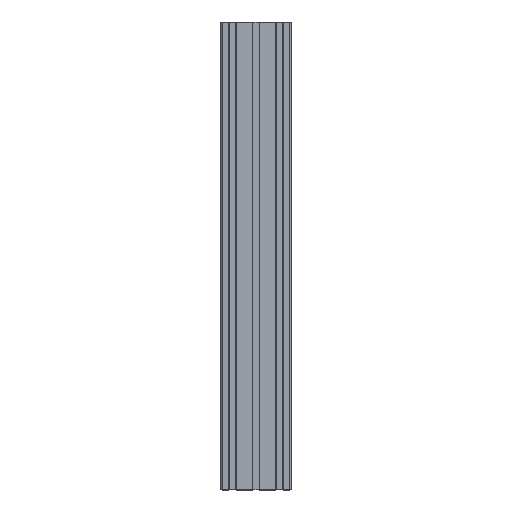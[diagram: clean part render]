
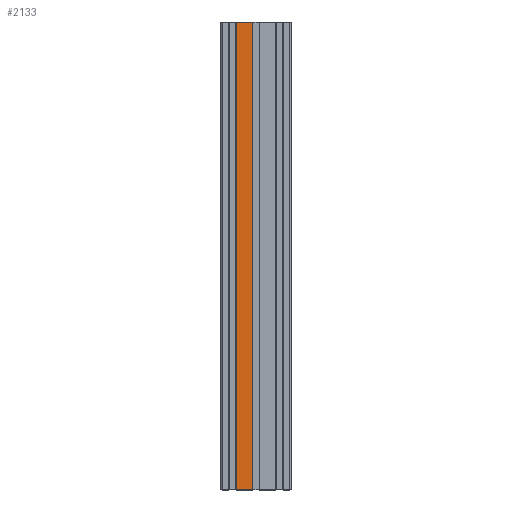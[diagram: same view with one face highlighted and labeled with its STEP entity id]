
A CAD part, top view. The second image highlights one B-rep face of the part: STEP entity #2133.
In plain terms, the highlighted planar face has unit normal (0, 0, 1).
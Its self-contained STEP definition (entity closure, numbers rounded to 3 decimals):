
#667 = VERTEX_POINT('',#668);
#668 = CARTESIAN_POINT('',(16.9,150.,10.));
#674 = EDGE_CURVE('',#675,#667,#677,.T.);
#675 = VERTEX_POINT('',#676);
#676 = CARTESIAN_POINT('',(3.1,150.,10.));
#677 = LINE('',#678,#679);
#678 = CARTESIAN_POINT('',(-3.45,150.,10.));
#679 = VECTOR('',#680,1.);
#680 = DIRECTION('',(1.,0.,0.));
#1097 = VERTEX_POINT('',#1098);
#1098 = CARTESIAN_POINT('',(3.1,-250.,10.));
#1104 = EDGE_CURVE('',#1097,#1105,#1107,.T.);
#1105 = VERTEX_POINT('',#1106);
#1106 = CARTESIAN_POINT('',(16.9,-250.,10.));
#1107 = LINE('',#1108,#1109);
#1108 = CARTESIAN_POINT('',(3.1,-250.,10.));
#1109 = VECTOR('',#1110,1.);
#1110 = DIRECTION('',(1.,0.,0.));
#2123 = EDGE_CURVE('',#675,#1097,#2124,.T.);
#2124 = LINE('',#2125,#2126);
#2125 = CARTESIAN_POINT('',(3.1,250.,10.));
#2126 = VECTOR('',#2127,1.);
#2127 = DIRECTION('',(0.,-1.,0.));
#2133 = ADVANCED_FACE('',(#2134),#2145,.T.);
#2134 = FACE_BOUND('',#2135,.T.);
#2135 = EDGE_LOOP('',(#2136,#2137,#2138,#2139));
#2136 = ORIENTED_EDGE('',*,*,#674,.F.);
#2137 = ORIENTED_EDGE('',*,*,#2123,.T.);
#2138 = ORIENTED_EDGE('',*,*,#1104,.T.);
#2139 = ORIENTED_EDGE('',*,*,#2140,.F.);
#2140 = EDGE_CURVE('',#667,#1105,#2141,.T.);
#2141 = LINE('',#2142,#2143);
#2142 = CARTESIAN_POINT('',(16.9,250.,10.));
#2143 = VECTOR('',#2144,1.);
#2144 = DIRECTION('',(0.,-1.,0.));
#2145 = PLANE('',#2146);
#2146 = AXIS2_PLACEMENT_3D('',#2147,#2148,#2149);
#2147 = CARTESIAN_POINT('',(3.1,250.,10.));
#2148 = DIRECTION('',(0.,0.,1.));
#2149 = DIRECTION('',(1.,0.,0.));
